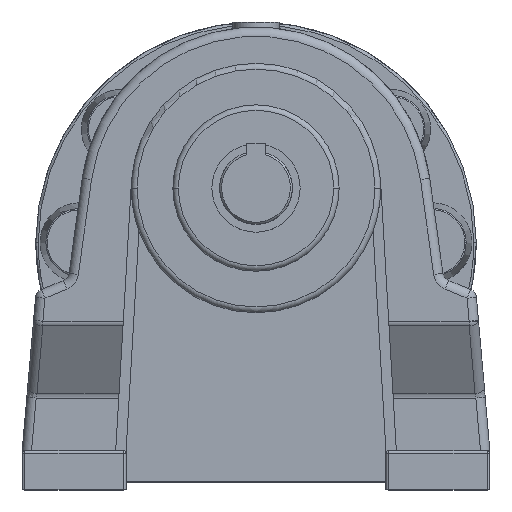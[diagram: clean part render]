
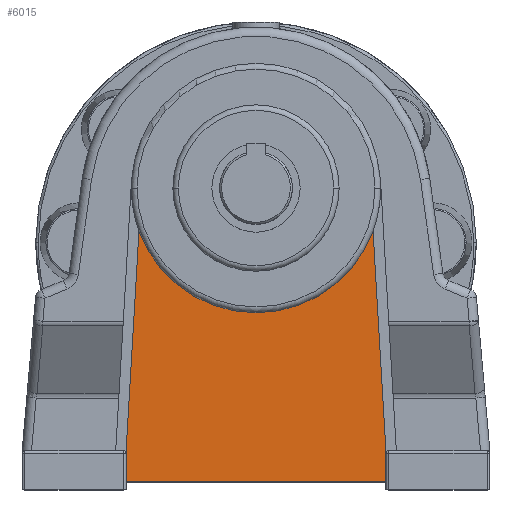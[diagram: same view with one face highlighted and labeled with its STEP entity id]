
A CAD part, top view. The second image highlights one B-rep face of the part: STEP entity #6015.
In plain terms, the highlighted planar face has unit normal (0, 0, 1).
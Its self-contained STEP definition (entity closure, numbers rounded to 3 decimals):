
#522 = VECTOR ( 'NONE', #1822, 1000. ) ;
#539 = DIRECTION ( 'NONE',  ( 1., 0., 0. ) ) ;
#819 = VECTOR ( 'NONE', #4949, 1000. ) ;
#838 = ORIENTED_EDGE ( 'NONE', *, *, #7135, .T. ) ;
#988 = PLANE ( 'NONE',  #4175 ) ;
#995 = EDGE_LOOP ( 'NONE', ( #3938, #7464, #5923, #838, #6680, #6968 ) ) ;
#1265 = VERTEX_POINT ( 'NONE', #2373 ) ;
#1602 = CARTESIAN_POINT ( 'NONE',  ( -50., -113., -10.417 ) ) ;
#1624 = DIRECTION ( 'NONE',  ( 0., 0., -1. ) ) ;
#1811 = LINE ( 'NONE', #3110, #2542 ) ;
#1822 = DIRECTION ( 'NONE',  ( -0.058, -0.998, 0. ) ) ;
#2164 = AXIS2_PLACEMENT_3D ( 'NONE', #6887, #1624, #539 ) ;
#2373 = CARTESIAN_POINT ( 'NONE',  ( -50., -101., -10.417 ) ) ;
#2542 = VECTOR ( 'NONE', #6071, 1000. ) ;
#2733 = CARTESIAN_POINT ( 'NONE',  ( 50., -113., -10.417 ) ) ;
#2737 = DIRECTION ( 'NONE',  ( 1., 0., 0. ) ) ;
#2915 = CARTESIAN_POINT ( 'NONE',  ( 50., -101., -10.417 ) ) ;
#2965 = CARTESIAN_POINT ( 'NONE',  ( -50., -113., -10.417 ) ) ;
#3110 = CARTESIAN_POINT ( 'NONE',  ( 50., -113., -10.417 ) ) ;
#3340 = LINE ( 'NONE', #1602, #6566 ) ;
#3374 = CARTESIAN_POINT ( 'NONE',  ( 45.053, -16.561, -10.417 ) ) ;
#3427 = VERTEX_POINT ( 'NONE', #2965 ) ;
#3938 = ORIENTED_EDGE ( 'NONE', *, *, #6158, .T. ) ;
#4004 = DIRECTION ( 'NONE',  ( 1., 0., 0. ) ) ;
#4008 = DIRECTION ( 'NONE',  ( 0., 0., 1. ) ) ;
#4173 = VECTOR ( 'NONE', #5149, 1000. ) ;
#4175 = AXIS2_PLACEMENT_3D ( 'NONE', #7449, #4008, #2737 ) ;
#4523 = VERTEX_POINT ( 'NONE', #3374 ) ;
#4897 = CARTESIAN_POINT ( 'NONE',  ( -45.053, -16.561, -10.417 ) ) ;
#4949 = DIRECTION ( 'NONE',  ( 0., -1., 0. ) ) ;
#5149 = DIRECTION ( 'NONE',  ( -0.058, 0.998, 0. ) ) ;
#5277 = LINE ( 'NONE', #5463, #819 ) ;
#5310 = CARTESIAN_POINT ( 'NONE',  ( -45.053, -16.561, -10.417 ) ) ;
#5458 = CARTESIAN_POINT ( 'NONE',  ( 50., -101., -10.417 ) ) ;
#5463 = CARTESIAN_POINT ( 'NONE',  ( -50., -101., -10.417 ) ) ;
#5537 = LINE ( 'NONE', #2915, #4173 ) ;
#5923 = ORIENTED_EDGE ( 'NONE', *, *, #6338, .T. ) ;
#6015 = ADVANCED_FACE ( 'NONE', ( #7223 ), #988, .T. ) ;
#6071 = DIRECTION ( 'NONE',  ( 0., 1., 0. ) ) ;
#6135 = VERTEX_POINT ( 'NONE', #4897 ) ;
#6158 = EDGE_CURVE ( 'NONE', #1265, #3427, #5277, .T. ) ;
#6338 = EDGE_CURVE ( 'NONE', #7083, #7310, #1811, .T. ) ;
#6362 = LINE ( 'NONE', #5310, #522 ) ;
#6547 = EDGE_CURVE ( 'NONE', #4523, #6135, #7383, .T. ) ;
#6566 = VECTOR ( 'NONE', #4004, 1000. ) ;
#6623 = EDGE_CURVE ( 'NONE', #3427, #7083, #3340, .T. ) ;
#6680 = ORIENTED_EDGE ( 'NONE', *, *, #6547, .T. ) ;
#6887 = CARTESIAN_POINT ( 'NONE',  ( 0., 0., -10.417 ) ) ;
#6901 = EDGE_CURVE ( 'NONE', #6135, #1265, #6362, .T. ) ;
#6968 = ORIENTED_EDGE ( 'NONE', *, *, #6901, .T. ) ;
#7083 = VERTEX_POINT ( 'NONE', #2733 ) ;
#7135 = EDGE_CURVE ( 'NONE', #7310, #4523, #5537, .T. ) ;
#7223 = FACE_OUTER_BOUND ( 'NONE', #995, .T. ) ;
#7310 = VERTEX_POINT ( 'NONE', #5458 ) ;
#7383 = CIRCLE ( 'NONE', #2164, 48. ) ;
#7449 = CARTESIAN_POINT ( 'NONE',  ( 0., 0., -10.417 ) ) ;
#7464 = ORIENTED_EDGE ( 'NONE', *, *, #6623, .T. ) ;
